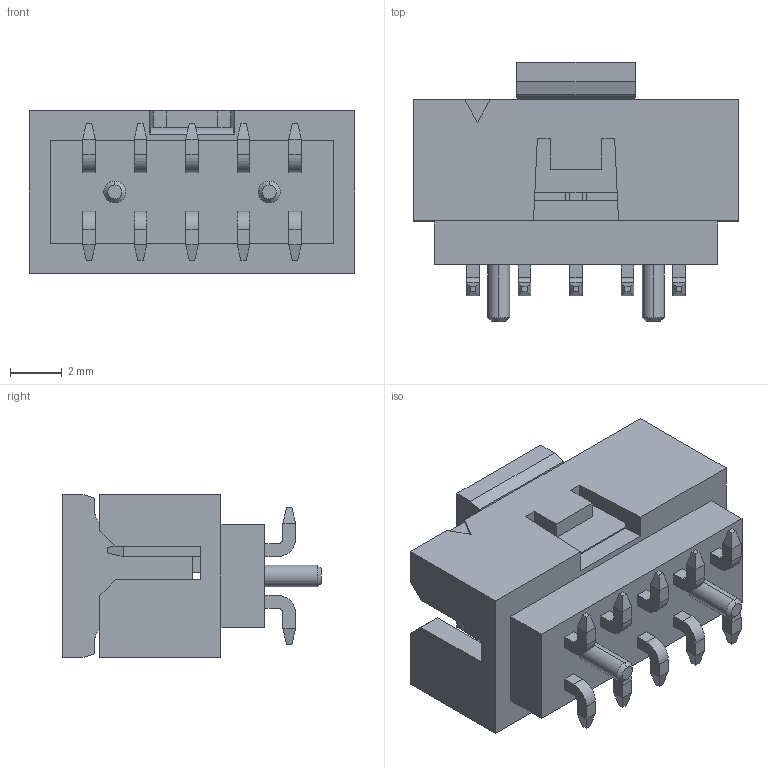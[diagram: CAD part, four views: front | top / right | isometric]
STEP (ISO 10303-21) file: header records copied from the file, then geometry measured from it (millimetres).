
FILE_DESCRIPTION((''),'2;1');
FILE_NAME('878321006','2019-04-10T',('gga'),(''),'PRO/ENGINEER BY PARAMETRIC TECHNOLOGY CORPORATION, 2016010','PRO/ENGINEER BY PARAMETRIC TECHNOLOGY CORPORATION, 2016010','');
FILE_SCHEMA(('CONFIG_CONTROL_DESIGN'));
Length unit declared in the file: millimetre
Products named in the file (1): 878321006
Bounding box: 12.65 x 10.05 x 6.35 mm (x, y, z)
Volume: 342.7 mm3; surface area: 728 mm2
Topology: 1 solids, 1 shells, 286 faces, 779 edges, 514 vertices
Faces by surface type: plane 256, cylinder 26, cone 4
Entity records: 8810 total; most frequent: CARTESIAN_POINT 1532, ORIENTED_EDGE 1466, DIRECTION 1413, EDGE_CURVE 733, VECTOR 719, LINE 719, VERTEX_POINT 466, AXIS2_PLACEMENT_3D 347
